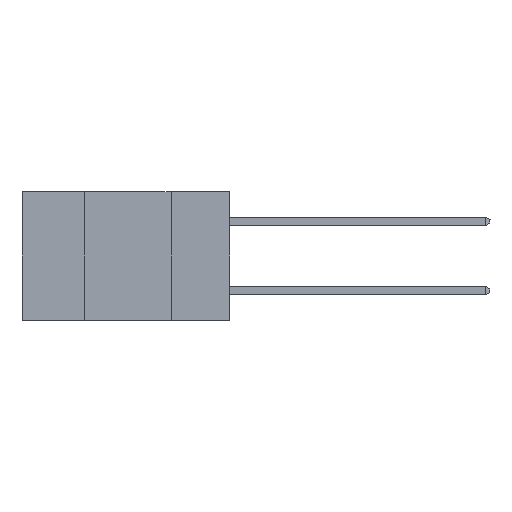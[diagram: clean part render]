
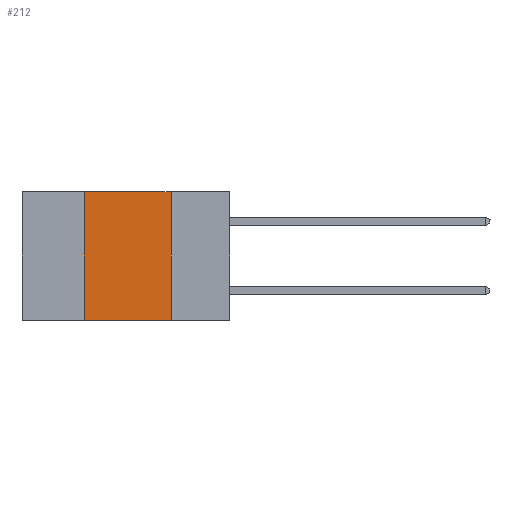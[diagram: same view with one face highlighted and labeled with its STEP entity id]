
A CAD part, left-side view. The second image highlights one B-rep face of the part: STEP entity #212.
In plain terms, the highlighted planar face has unit normal (-1, 0, 0).
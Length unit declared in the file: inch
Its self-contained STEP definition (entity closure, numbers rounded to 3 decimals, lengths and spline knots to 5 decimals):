
#7 = DIRECTION ( 'NONE',  ( 0., -1., 0. ) ) ;
#212 = ADVANCED_FACE ( 'NONE', ( #5047 ), #12061, .F. ) ;
#441 = CARTESIAN_POINT ( 'NONE',  ( 0., 0.6, 0. ) ) ;
#860 = VECTOR ( 'NONE', #7, 39.37008 ) ;
#1546 = ORIENTED_EDGE ( 'NONE', *, *, #2687, .F. ) ;
#1910 = ORIENTED_EDGE ( 'NONE', *, *, #18889, .F. ) ;
#2687 = EDGE_CURVE ( 'NONE', #23835, #5921, #21461, .T. ) ;
#4252 = CARTESIAN_POINT ( 'NONE',  ( 0., 0.42, -0.37 ) ) ;
#5047 = FACE_OUTER_BOUND ( 'NONE', #18231, .T. ) ;
#5921 = VERTEX_POINT ( 'NONE', #18850 ) ;
#6305 = ORIENTED_EDGE ( 'NONE', *, *, #10201, .F. ) ;
#6629 = CARTESIAN_POINT ( 'NONE',  ( 0., 0.17, 0. ) ) ;
#6637 = VECTOR ( 'NONE', #17002, 39.37008 ) ;
#6954 = EDGE_CURVE ( 'NONE', #23790, #20412, #20043, .T. ) ;
#8212 = CARTESIAN_POINT ( 'NONE',  ( 0., 0.42, 0. ) ) ;
#10007 = LINE ( 'NONE', #6629, #24586 ) ;
#10201 = EDGE_CURVE ( 'NONE', #23790, #23835, #16929, .T. ) ;
#10262 = CARTESIAN_POINT ( 'NONE',  ( 0., 0.6, 0. ) ) ;
#10631 = DIRECTION ( 'NONE',  ( 0., 0., -1. ) ) ;
#12061 = PLANE ( 'NONE',  #15608 ) ;
#13188 = DIRECTION ( 'NONE',  ( 1., 0., 0. ) ) ;
#13819 = ORIENTED_EDGE ( 'NONE', *, *, #6954, .T. ) ;
#14402 = VECTOR ( 'NONE', #17305, 39.37008 ) ;
#14439 = DIRECTION ( 'NONE',  ( 0., 0., -1. ) ) ;
#15608 = AXIS2_PLACEMENT_3D ( 'NONE', #10262, #13188, #10631 ) ;
#15729 = CARTESIAN_POINT ( 'NONE',  ( 0., 0.17, -0.37 ) ) ;
#16929 = LINE ( 'NONE', #17174, #6637 ) ;
#17002 = DIRECTION ( 'NONE',  ( 0., 0., 1. ) ) ;
#17174 = CARTESIAN_POINT ( 'NONE',  ( 0., 0.42, 0. ) ) ;
#17305 = DIRECTION ( 'NONE',  ( 0., -1., 0. ) ) ;
#18231 = EDGE_LOOP ( 'NONE', ( #1910, #1546, #6305, #13819 ) ) ;
#18850 = CARTESIAN_POINT ( 'NONE',  ( 0., 0.17, 0. ) ) ;
#18883 = CARTESIAN_POINT ( 'NONE',  ( 0., 0.6, -0.37 ) ) ;
#18889 = EDGE_CURVE ( 'NONE', #5921, #20412, #10007, .T. ) ;
#20043 = LINE ( 'NONE', #18883, #14402 ) ;
#20412 = VERTEX_POINT ( 'NONE', #15729 ) ;
#21461 = LINE ( 'NONE', #441, #860 ) ;
#23790 = VERTEX_POINT ( 'NONE', #4252 ) ;
#23835 = VERTEX_POINT ( 'NONE', #8212 ) ;
#24586 = VECTOR ( 'NONE', #14439, 39.37008 ) ;
